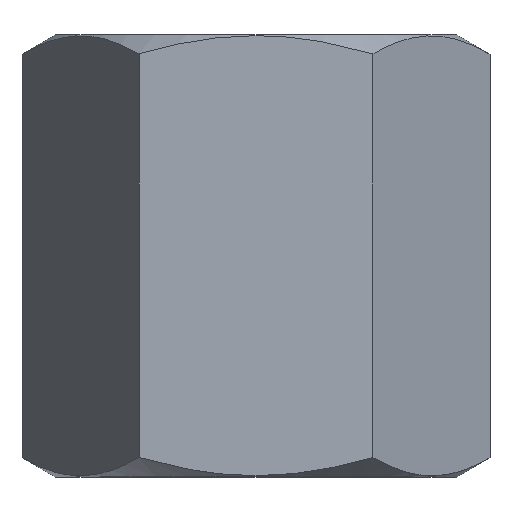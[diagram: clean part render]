
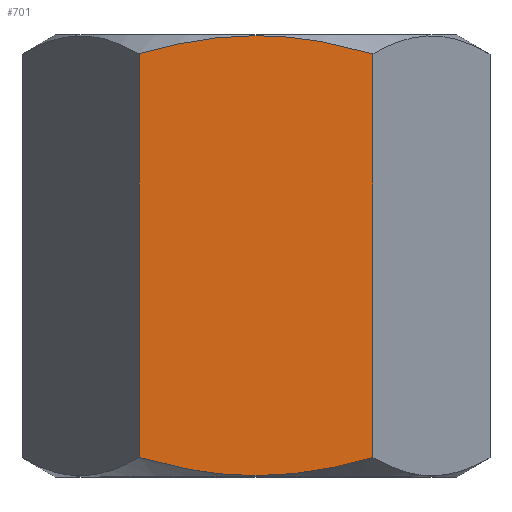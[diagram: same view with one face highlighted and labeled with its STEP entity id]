
A CAD part, top view. The second image highlights one B-rep face of the part: STEP entity #701.
In plain terms, the highlighted planar face has unit normal (0, 0, 1).
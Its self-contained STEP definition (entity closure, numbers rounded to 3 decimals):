
#3 = B_SPLINE_CURVE_WITH_KNOTS ( 'NONE', 3,
 ( #146, #147, #148, #149, #150, #151, #152, #153 ),
 .UNSPECIFIED., .F., .F.,
 ( 4, 2, 2, 4 ),
 ( 0.005, 0.008, 0.009, 0.011 ),
 .UNSPECIFIED. ) ;
#8 = B_SPLINE_CURVE_WITH_KNOTS ( 'NONE', 3,
 ( #199, #200, #201, #202, #203, #204, #205, #206 ),
 .UNSPECIFIED., .F., .F.,
 ( 4, 2, 2, 4 ),
 ( 0.018, 0.019, 0.021, 0.024 ),
 .UNSPECIFIED. ) ;
#14 = B_SPLINE_CURVE_WITH_KNOTS ( 'NONE', 3,
 ( #340, #341, #342, #343, #344, #345 ),
 .UNSPECIFIED., .F., .F.,
 ( 4, 2, 4 ),
 ( 0.011, 0.015, 0.018 ),
 .UNSPECIFIED. ) ;
#15 = B_SPLINE_CURVE_WITH_KNOTS ( 'NONE', 3,
 ( #414, #415, #416, #417, #418, #419 ),
 .UNSPECIFIED., .F., .F.,
 ( 4, 2, 4 ),
 ( 0.011, 0.014, 0.017 ),
 .UNSPECIFIED. ) ;
#31 = VECTOR ( 'NONE', #143, 1000. ) ;
#58 = VECTOR ( 'NONE', #299, 1000. ) ;
#82 = AXIS2_PLACEMENT_3D ( 'NONE', #389, #390, #391 ) ;
#116 = EDGE_CURVE ( 'NONE', #578, #573, #605, .T. ) ;
#120 = EDGE_CURVE ( 'NONE', #578, #577, #3, .T. ) ;
#129 = EDGE_CURVE ( 'NONE', #574, #573, #8, .T. ) ;
#142 = CARTESIAN_POINT ( 'NONE',  ( 6.351, 24., 11. ) ) ;
#143 = DIRECTION ( 'NONE',  ( 0., -1., 0. ) ) ;
#146 = CARTESIAN_POINT ( 'NONE',  ( 6.351, 22.96, 11. ) ) ;
#147 = CARTESIAN_POINT ( 'NONE',  ( 5.324, 23.256, 11. ) ) ;
#148 = CARTESIAN_POINT ( 'NONE',  ( 4.284, 23.503, 11. ) ) ;
#149 = CARTESIAN_POINT ( 'NONE',  ( 2.693, 23.761, 11. ) ) ;
#150 = CARTESIAN_POINT ( 'NONE',  ( 2.156, 23.829, 11. ) ) ;
#151 = CARTESIAN_POINT ( 'NONE',  ( 1.076, 23.919, 11. ) ) ;
#152 = CARTESIAN_POINT ( 'NONE',  ( 0.537, 23.942, 11. ) ) ;
#153 = CARTESIAN_POINT ( 'NONE',  ( 0., 23.942, 11. ) ) ;
#199 = CARTESIAN_POINT ( 'NONE',  ( 0., 0.058, 11. ) ) ;
#200 = CARTESIAN_POINT ( 'NONE',  ( 0.537, 0.058, 11. ) ) ;
#201 = CARTESIAN_POINT ( 'NONE',  ( 1.076, 0.081, 11. ) ) ;
#202 = CARTESIAN_POINT ( 'NONE',  ( 2.156, 0.171, 11. ) ) ;
#203 = CARTESIAN_POINT ( 'NONE',  ( 2.693, 0.239, 11. ) ) ;
#204 = CARTESIAN_POINT ( 'NONE',  ( 4.284, 0.497, 11. ) ) ;
#205 = CARTESIAN_POINT ( 'NONE',  ( 5.324, 0.744, 11. ) ) ;
#206 = CARTESIAN_POINT ( 'NONE',  ( 6.351, 1.04, 11. ) ) ;
#259 = CARTESIAN_POINT ( 'NONE',  ( 6.351, 1.04, 11. ) ) ;
#260 = CARTESIAN_POINT ( 'NONE',  ( 0., 0.058, 11. ) ) ;
#263 = CARTESIAN_POINT ( 'NONE',  ( 0., 23.942, 11. ) ) ;
#264 = CARTESIAN_POINT ( 'NONE',  ( 6.351, 22.96, 11. ) ) ;
#270 = CARTESIAN_POINT ( 'NONE',  ( -6.351, 22.96, 11. ) ) ;
#273 = CARTESIAN_POINT ( 'NONE',  ( -6.351, 1.04, 11. ) ) ;
#298 = CARTESIAN_POINT ( 'NONE',  ( -6.351, 24., 11. ) ) ;
#299 = DIRECTION ( 'NONE',  ( 0., -1., 0. ) ) ;
#340 = CARTESIAN_POINT ( 'NONE',  ( -6.351, 1.04, 11. ) ) ;
#341 = CARTESIAN_POINT ( 'NONE',  ( -5.318, 0.742, 11. ) ) ;
#342 = CARTESIAN_POINT ( 'NONE',  ( -4.26, 0.492, 11. ) ) ;
#343 = CARTESIAN_POINT ( 'NONE',  ( -2.139, 0.15, 11. ) ) ;
#344 = CARTESIAN_POINT ( 'NONE',  ( -1.073, 0.058, 11. ) ) ;
#345 = CARTESIAN_POINT ( 'NONE',  ( 0., 0.058, 11. ) ) ;
#388 = PLANE ( 'NONE',  #82 ) ;
#389 = CARTESIAN_POINT ( 'NONE',  ( -6.351, 24., 11. ) ) ;
#390 = DIRECTION ( 'NONE',  ( 0., 0., -1. ) ) ;
#391 = DIRECTION ( 'NONE',  ( -1., 0., 0. ) ) ;
#414 = CARTESIAN_POINT ( 'NONE',  ( 0., 23.942, 11. ) ) ;
#415 = CARTESIAN_POINT ( 'NONE',  ( -1.073, 23.942, 11. ) ) ;
#416 = CARTESIAN_POINT ( 'NONE',  ( -2.139, 23.85, 11. ) ) ;
#417 = CARTESIAN_POINT ( 'NONE',  ( -4.26, 23.508, 11. ) ) ;
#418 = CARTESIAN_POINT ( 'NONE',  ( -5.318, 23.258, 11. ) ) ;
#419 = CARTESIAN_POINT ( 'NONE',  ( -6.351, 22.96, 11. ) ) ;
#500 = ORIENTED_EDGE ( 'NONE', *, *, #688, .T. ) ;
#502 = ORIENTED_EDGE ( 'NONE', *, *, #120, .T. ) ;
#515 = ORIENTED_EDGE ( 'NONE', *, *, #129, .T. ) ;
#517 = ORIENTED_EDGE ( 'NONE', *, *, #680, .T. ) ;
#521 = ORIENTED_EDGE ( 'NONE', *, *, #709, .T. ) ;
#523 = ORIENTED_EDGE ( 'NONE', *, *, #116, .F. ) ;
#554 = EDGE_LOOP ( 'NONE', ( #502, #521, #517, #500, #515, #523 ) ) ;
#573 = VERTEX_POINT ( 'NONE', #259 ) ;
#574 = VERTEX_POINT ( 'NONE', #260 ) ;
#577 = VERTEX_POINT ( 'NONE', #263 ) ;
#578 = VERTEX_POINT ( 'NONE', #264 ) ;
#584 = VERTEX_POINT ( 'NONE', #270 ) ;
#587 = VERTEX_POINT ( 'NONE', #273 ) ;
#605 = LINE ( 'NONE', #142, #31 ) ;
#618 = LINE ( 'NONE', #298, #58 ) ;
#634 = FACE_OUTER_BOUND ( 'NONE', #554, .T. ) ;
#680 = EDGE_CURVE ( 'NONE', #584, #587, #618, .T. ) ;
#688 = EDGE_CURVE ( 'NONE', #587, #574, #14, .T. ) ;
#701 = ADVANCED_FACE ( 'NONE', ( #634 ), #388, .F. ) ;
#709 = EDGE_CURVE ( 'NONE', #577, #584, #15, .T. ) ;
